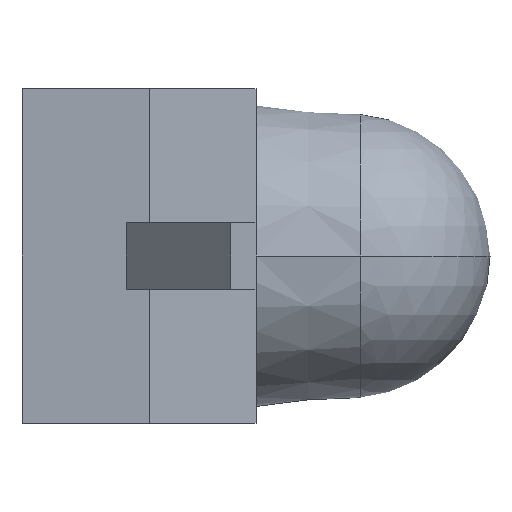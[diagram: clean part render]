
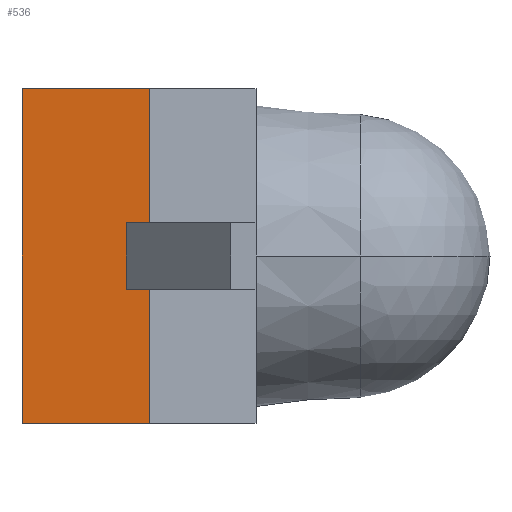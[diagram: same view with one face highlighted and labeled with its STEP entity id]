
A CAD part, left-side view. The second image highlights one B-rep face of the part: STEP entity #536.
In plain terms, the highlighted planar face has unit normal (-0.998, 0.07, 0).
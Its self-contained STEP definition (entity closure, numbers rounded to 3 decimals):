
#44 = EDGE_CURVE ( 'NONE', #1330, #298, #86, .T. ) ;
#86 = LINE ( 'NONE', #1131, #645 ) ;
#214 = VERTEX_POINT ( 'NONE', #945 ) ;
#226 = LINE ( 'NONE', #570, #258 ) ;
#249 = ORIENTED_EDGE ( 'NONE', *, *, #922, .T. ) ;
#258 = VECTOR ( 'NONE', #1443, 1000. ) ;
#268 = ORIENTED_EDGE ( 'NONE', *, *, #1421, .F. ) ;
#278 = DIRECTION ( 'NONE',  ( -0.07, -0.998, 0. ) ) ;
#282 = EDGE_CURVE ( 'NONE', #1330, #1073, #907, .T. ) ;
#294 = DIRECTION ( 'NONE',  ( -0.998, 0.07, 0. ) ) ;
#298 = VERTEX_POINT ( 'NONE', #1074 ) ;
#349 = FACE_OUTER_BOUND ( 'NONE', #647, .T. ) ;
#355 = ORIENTED_EDGE ( 'NONE', *, *, #44, .F. ) ;
#403 = LINE ( 'NONE', #455, #1399 ) ;
#408 = DIRECTION ( 'NONE',  ( 0.07, 0.998, 0. ) ) ;
#455 = CARTESIAN_POINT ( 'NONE',  ( -1.197, 0.7, 1. ) ) ;
#459 = DIRECTION ( 'NONE',  ( 0., 0., -1. ) ) ;
#536 = ADVANCED_FACE ( 'NONE', ( #349 ), #835, .T. ) ;
#570 = CARTESIAN_POINT ( 'NONE',  ( -1.587, -4.883, -1. ) ) ;
#613 = CARTESIAN_POINT ( 'NONE',  ( -1.587, -4.883, 1. ) ) ;
#645 = VECTOR ( 'NONE', #1248, 1000. ) ;
#647 = EDGE_LOOP ( 'NONE', ( #268, #355, #804, #249 ) ) ;
#658 = CARTESIAN_POINT ( 'NONE',  ( -1.25, -0.06, 1. ) ) ;
#759 = VECTOR ( 'NONE', #408, 1000. ) ;
#804 = ORIENTED_EDGE ( 'NONE', *, *, #282, .T. ) ;
#835 = PLANE ( 'NONE',  #1240 ) ;
#907 = LINE ( 'NONE', #1194, #759 ) ;
#922 = EDGE_CURVE ( 'NONE', #1073, #214, #403, .T. ) ;
#945 = CARTESIAN_POINT ( 'NONE',  ( -1.197, 0.7, -1. ) ) ;
#1073 = VERTEX_POINT ( 'NONE', #1127 ) ;
#1074 = CARTESIAN_POINT ( 'NONE',  ( -1.25, -0.06, -1. ) ) ;
#1127 = CARTESIAN_POINT ( 'NONE',  ( -1.197, 0.7, 1. ) ) ;
#1131 = CARTESIAN_POINT ( 'NONE',  ( -1.25, -0.06, 1. ) ) ;
#1194 = CARTESIAN_POINT ( 'NONE',  ( -1.587, -4.883, 1. ) ) ;
#1240 = AXIS2_PLACEMENT_3D ( 'NONE', #613, #294, #278 ) ;
#1248 = DIRECTION ( 'NONE',  ( 0., 0., -1. ) ) ;
#1330 = VERTEX_POINT ( 'NONE', #658 ) ;
#1399 = VECTOR ( 'NONE', #459, 1000. ) ;
#1421 = EDGE_CURVE ( 'NONE', #298, #214, #226, .T. ) ;
#1443 = DIRECTION ( 'NONE',  ( 0.07, 0.998, 0. ) ) ;
